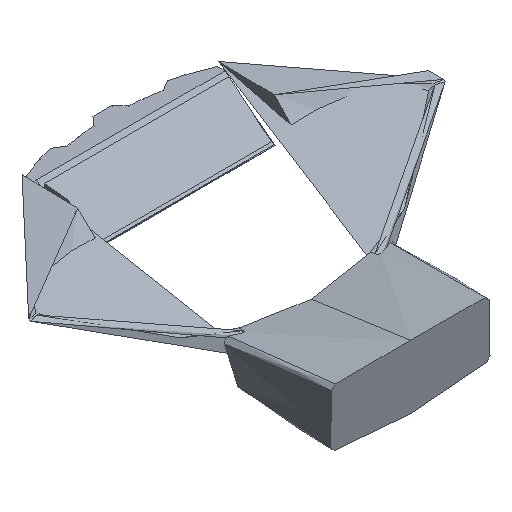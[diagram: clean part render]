
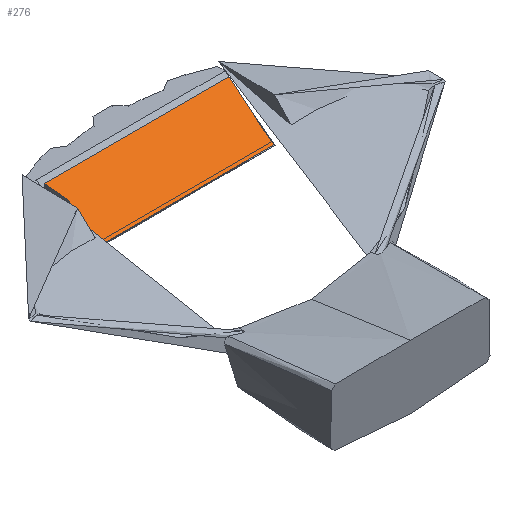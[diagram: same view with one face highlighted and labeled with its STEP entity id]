
A CAD part, isometric view. The second image highlights one B-rep face of the part: STEP entity #276.
In plain terms, the highlighted free-form (B-spline) face has degree [1, 3] with [2, 21] control points.
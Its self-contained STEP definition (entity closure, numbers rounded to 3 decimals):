
#276=ADVANCED_FACE($,(#384),#1775,.T.);
#384=FACE_OUTER_BOUND($,#492,.T.);
#492=EDGE_LOOP($,(#615,#616,#617,#618));
#615=ORIENTED_EDGE($,*,*,#1177,.T.);
#616=ORIENTED_EDGE($,*,*,#1187,.T.);
#617=ORIENTED_EDGE($,*,*,#1183,.F.);
#618=ORIENTED_EDGE($,*,*,#1181,.T.);
#1177=EDGE_CURVE($,#1522,#1523,#1809,.T.);
#1181=EDGE_CURVE($,#1526,#1522,#1813,.T.);
#1183=EDGE_CURVE($,#1526,#1527,#1815,.T.);
#1187=EDGE_CURVE($,#1523,#1527,#1819,.T.);
#1522=VERTEX_POINT($,#2679);
#1523=VERTEX_POINT($,#2680);
#1526=VERTEX_POINT($,#2683);
#1527=VERTEX_POINT($,#2684);
#1775=B_SPLINE_SURFACE_WITH_KNOTS($,1,3,((#2636,#2637,#2638,#2639,#2640,
#2641,#2642,#2643,#2644,#2645,#2646,#2647,#2648,#2649,#2650,#2651,#2652,
#2653,#2654,#2655,#2656),(#2657,#2658,#2659,#2660,#2661,#2662,#2663,#2664,
#2665,#2666,#2667,#2668,#2669,#2670,#2671,#2672,#2673,#2674,#2675,#2676,
#2677)),.UNSPECIFIED.,.F.,.F.,.F.,(2,2),(4,3,3,3,2,3,3,4),(34.227,
170.583),(-23.243,0.,5.037,6.037,
6.537,7.037,8.037,13.21),.UNSPECIFIED.);
#1809=B_SPLINE_CURVE_WITH_KNOTS($,3,(#2226,#2227,#2228,#2229),.UNSPECIFIED.,
.F.,.F.,(4,4),(-170.583,-34.884),.UNSPECIFIED.);
#1813=B_SPLINE_CURVE_WITH_KNOTS($,3,(#2242,#2243,#2244,#2245,#2246,#2247,
#2248,#2249,#2250,#2251,#2252,#2253,#2254,#2255,#2256,#2257,#2258,#2259,
#2260,#2261,#2262,#2263,#2264,#2265,#2266,#2267),.UNSPECIFIED.,.F.,.F.,(4,
2,3,1,1,3,2,3,3,1,3,4),(0.,18.241,27.363,29.942,
32.521,37.68,47.694,47.77,53.658,
56.291,58.925,63.487),.UNSPECIFIED.);
#1815=B_SPLINE_CURVE_WITH_KNOTS($,3,(#2294,#2295,#2296,#2297),.UNSPECIFIED.,
.F.,.F.,(4,4),(-169.926,-34.227),.UNSPECIFIED.);
#1819=B_SPLINE_CURVE_WITH_KNOTS($,3,(#2331,#2332,#2333,#2334,#2335,#2336,
#2337,#2338,#2339,#2340,#2341,#2342,#2343,#2344,#2345,#2346,#2347,#2348,
#2349,#2350,#2351,#2352,#2353,#2354,#2355),.UNSPECIFIED.,.F.,.F.,(4,3,1,
3,3,2,3,1,3,2,4),(-63.487,-58.924,-56.288,
-53.651,-47.757,-47.68,-37.672,-32.518,
-27.364,-18.24,0.),.UNSPECIFIED.);
#2226=CARTESIAN_POINT($,(-95.484,84.359,17.099));
#2227=CARTESIAN_POINT($,(-50.251,84.359,17.099));
#2228=CARTESIAN_POINT($,(-5.018,84.359,17.099));
#2229=CARTESIAN_POINT($,(40.215,84.359,17.099));
#2242=CARTESIAN_POINT($,(-95.484,117.481,43.845));
#2243=CARTESIAN_POINT($,(-95.484,111.401,43.792));
#2244=CARTESIAN_POINT($,(-95.47,105.321,43.739));
#2245=CARTESIAN_POINT($,(-95.499,96.201,43.659));
#2246=CARTESIAN_POINT($,(-95.485,93.16,43.633));
#2247=CARTESIAN_POINT($,(-95.484,90.12,43.606));
#2248=CARTESIAN_POINT($,(-95.484,89.183,43.598));
#2249=CARTESIAN_POINT($,(-95.484,87.422,43.489));
#2250=CARTESIAN_POINT($,(-95.484,84.245,42.742));
#2251=CARTESIAN_POINT($,(-95.484,82.144,41.411));
#2252=CARTESIAN_POINT($,(-95.484,80.771,40.024));
#2253=CARTESIAN_POINT($,(-95.484,78.389,37.619));
#2254=CARTESIAN_POINT($,(-95.484,77.149,34.296));
#2255=CARTESIAN_POINT($,(-95.484,77.332,30.9));
#2256=CARTESIAN_POINT($,(-95.484,77.334,30.875));
#2257=CARTESIAN_POINT($,(-95.484,77.335,30.849));
#2258=CARTESIAN_POINT($,(-95.484,77.457,28.827));
#2259=CARTESIAN_POINT($,(-95.481,78.011,27.016));
#2260=CARTESIAN_POINT($,(-95.484,78.823,25.187));
#2261=CARTESIAN_POINT($,(-95.485,79.185,24.372));
#2262=CARTESIAN_POINT($,(-95.557,80.025,22.841));
#2263=CARTESIAN_POINT($,(-95.572,81.043,21.421));
#2264=CARTESIAN_POINT($,(-95.517,81.583,20.717));
#2265=CARTESIAN_POINT($,(-95.423,82.509,19.51));
#2266=CARTESIAN_POINT($,(-95.484,83.433,18.305));
#2267=CARTESIAN_POINT($,(-95.484,84.359,17.099));
#2294=CARTESIAN_POINT($,(-95.484,117.481,43.845));
#2295=CARTESIAN_POINT($,(-50.251,117.481,43.845));
#2296=CARTESIAN_POINT($,(-5.018,117.481,43.845));
#2297=CARTESIAN_POINT($,(40.215,117.481,43.845));
#2331=CARTESIAN_POINT($,(40.215,84.359,17.099));
#2332=CARTESIAN_POINT($,(40.215,83.433,18.306));
#2333=CARTESIAN_POINT($,(40.276,82.509,19.51));
#2334=CARTESIAN_POINT($,(40.182,81.582,20.718));
#2335=CARTESIAN_POINT($,(40.126,81.042,21.422));
#2336=CARTESIAN_POINT($,(40.142,80.023,22.844));
#2337=CARTESIAN_POINT($,(40.214,79.182,24.377));
#2338=CARTESIAN_POINT($,(40.215,78.821,25.193));
#2339=CARTESIAN_POINT($,(40.217,78.008,27.025));
#2340=CARTESIAN_POINT($,(40.215,77.454,28.837));
#2341=CARTESIAN_POINT($,(40.215,77.334,30.863));
#2342=CARTESIAN_POINT($,(40.215,77.333,30.888));
#2343=CARTESIAN_POINT($,(40.215,77.331,30.914));
#2344=CARTESIAN_POINT($,(40.215,77.152,34.308));
#2345=CARTESIAN_POINT($,(40.215,78.394,37.627));
#2346=CARTESIAN_POINT($,(40.215,80.776,40.029));
#2347=CARTESIAN_POINT($,(40.215,82.149,41.414));
#2348=CARTESIAN_POINT($,(40.215,84.95,43.186));
#2349=CARTESIAN_POINT($,(40.215,88.248,43.59));
#2350=CARTESIAN_POINT($,(40.215,90.119,43.606));
#2351=CARTESIAN_POINT($,(40.214,93.16,43.633));
#2352=CARTESIAN_POINT($,(40.2,96.201,43.659));
#2353=CARTESIAN_POINT($,(40.229,105.322,43.739));
#2354=CARTESIAN_POINT($,(40.215,111.402,43.792));
#2355=CARTESIAN_POINT($,(40.215,117.481,43.845));
#2636=CARTESIAN_POINT($,(40.215,117.481,43.845));
#2637=CARTESIAN_POINT($,(40.323,109.735,43.777));
#2638=CARTESIAN_POINT($,(40.431,101.988,43.71));
#2639=CARTESIAN_POINT($,(40.539,94.241,43.642));
#2640=CARTESIAN_POINT($,(40.546,92.562,43.627));
#2641=CARTESIAN_POINT($,(40.553,90.884,43.613));
#2642=CARTESIAN_POINT($,(40.559,89.205,43.598));
#2643=CARTESIAN_POINT($,(40.552,88.18,43.589));
#2644=CARTESIAN_POINT($,(40.544,87.174,43.452));
#2645=CARTESIAN_POINT($,(40.536,86.201,43.191));
#2646=CARTESIAN_POINT($,(40.515,83.289,42.408));
#2647=CARTESIAN_POINT($,(40.513,80.739,40.515));
#2648=CARTESIAN_POINT($,(40.548,77.565,35.456));
#2649=CARTESIAN_POINT($,(40.583,76.959,32.346));
#2650=CARTESIAN_POINT($,(40.63,77.516,29.382));
#2651=CARTESIAN_POINT($,(40.677,78.075,26.409));
#2652=CARTESIAN_POINT($,(40.729,79.348,23.589));
#2653=CARTESIAN_POINT($,(40.782,81.21,21.203));
#2654=CARTESIAN_POINT($,(40.812,82.26,19.835));
#2655=CARTESIAN_POINT($,(40.842,83.309,18.467));
#2656=CARTESIAN_POINT($,(40.872,84.359,17.099));
#2657=CARTESIAN_POINT($,(-96.141,117.481,43.845));
#2658=CARTESIAN_POINT($,(-96.033,109.735,43.777));
#2659=CARTESIAN_POINT($,(-95.925,101.988,43.71));
#2660=CARTESIAN_POINT($,(-95.817,94.241,43.642));
#2661=CARTESIAN_POINT($,(-95.81,92.562,43.627));
#2662=CARTESIAN_POINT($,(-95.803,90.884,43.613));
#2663=CARTESIAN_POINT($,(-95.797,89.205,43.598));
#2664=CARTESIAN_POINT($,(-95.805,88.18,43.589));
#2665=CARTESIAN_POINT($,(-95.812,87.174,43.452));
#2666=CARTESIAN_POINT($,(-95.82,86.201,43.191));
#2667=CARTESIAN_POINT($,(-95.841,83.289,42.408));
#2668=CARTESIAN_POINT($,(-95.843,80.739,40.515));
#2669=CARTESIAN_POINT($,(-95.809,77.565,35.456));
#2670=CARTESIAN_POINT($,(-95.773,76.959,32.346));
#2671=CARTESIAN_POINT($,(-95.726,77.516,29.382));
#2672=CARTESIAN_POINT($,(-95.679,78.075,26.409));
#2673=CARTESIAN_POINT($,(-95.627,79.348,23.589));
#2674=CARTESIAN_POINT($,(-95.574,81.21,21.203));
#2675=CARTESIAN_POINT($,(-95.544,82.26,19.835));
#2676=CARTESIAN_POINT($,(-95.514,83.309,18.467));
#2677=CARTESIAN_POINT($,(-95.484,84.359,17.099));
#2679=CARTESIAN_POINT($,(-95.484,84.359,17.099));
#2680=CARTESIAN_POINT($,(40.215,84.359,17.099));
#2683=CARTESIAN_POINT($,(-95.484,117.481,43.845));
#2684=CARTESIAN_POINT($,(40.215,117.481,43.845));
